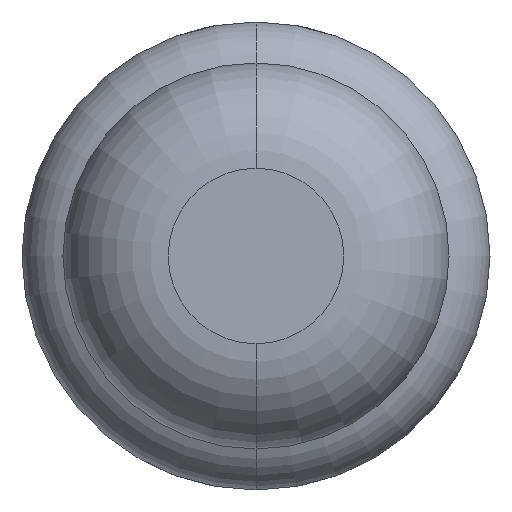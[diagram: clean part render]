
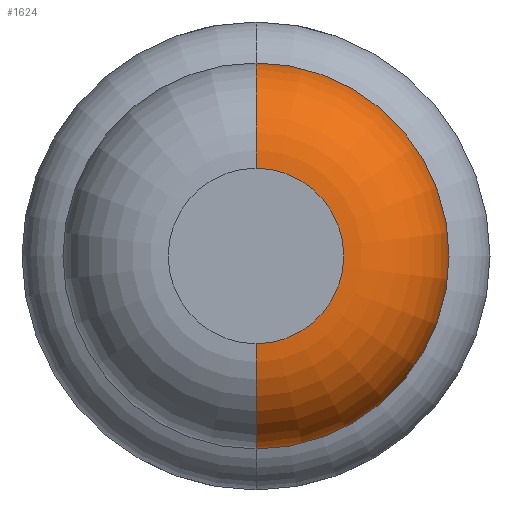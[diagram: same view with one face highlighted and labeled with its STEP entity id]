
A CAD part, front view. The second image highlights one B-rep face of the part: STEP entity #1624.
In plain terms, the highlighted toroidal (fillet/blend) face has major radius 0.375 mm and minor radius 0.45 mm.
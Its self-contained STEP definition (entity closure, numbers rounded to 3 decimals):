
#47 = CIRCLE ( 'NONE', #2788, 0.45 ) ;
#131 = CARTESIAN_POINT ( 'NONE',  ( 0., -28.55, -0.825 ) ) ;
#284 = AXIS2_PLACEMENT_3D ( 'NONE', #1250, #1509, #747 ) ;
#294 = FACE_OUTER_BOUND ( 'NONE', #874, .T. ) ;
#319 = DIRECTION ( 'NONE',  ( 0., 0., 1. ) ) ;
#342 = EDGE_CURVE ( 'Defeature ausgef�hrt1_8+Defeature ausgef�hrt1_7+Defeature ausgef�hrt1_7+Defeature ausgef�hrt1_7', #2973, #2815, #2822, .T. ) ;
#415 = CARTESIAN_POINT ( 'NONE',  ( 0., -28.55, 0.825 ) ) ;
#488 = DIRECTION ( 'NONE',  ( 0., 1., 0. ) ) ;
#742 = CARTESIAN_POINT ( 'NONE',  ( 0., -29., 0.375 ) ) ;
#747 = DIRECTION ( 'NONE',  ( 0., 0., 1. ) ) ;
#800 = EDGE_CURVE ( 'Defeature ausgef�hrt1_7+Defeature ausgef�hrt1_6+Defeature ausgef�hrt1_6+Defeature ausgef�hrt1_6', #3091, #1618, #2480, .T. ) ;
#874 = EDGE_LOOP ( 'NONE', ( #1655, #2622, #2095, #2608 ) ) ;
#1190 = CIRCLE ( 'NONE', #3044, 0.45 ) ;
#1226 = DIRECTION ( 'NONE',  ( 0., 0., 1. ) ) ;
#1228 = AXIS2_PLACEMENT_3D ( 'NONE', #2215, #488, #1226 ) ;
#1250 = CARTESIAN_POINT ( 'NONE',  ( 0., -28.55, 0. ) ) ;
#1276 = CARTESIAN_POINT ( 'NONE',  ( 0., -28.55, 0. ) ) ;
#1443 = CARTESIAN_POINT ( 'NONE',  ( 0., -28.55, -0.375 ) ) ;
#1446 = CARTESIAN_POINT ( 'NONE',  ( 0., -28.55, 0.375 ) ) ;
#1509 = DIRECTION ( 'NONE',  ( 0., 1., 0. ) ) ;
#1618 = VERTEX_POINT ( 'NONE', #2490 ) ;
#1624 = ADVANCED_FACE ( 'Defeature ausgef�hrt1_7', ( #294 ), #2062, .T. ) ;
#1655 = ORIENTED_EDGE ( 'NONE', *, *, #800, .T. ) ;
#1897 = DIRECTION ( 'NONE',  ( 0., 0., -1. ) ) ;
#1930 = DIRECTION ( 'NONE',  ( 0., 0., 1. ) ) ;
#2014 = EDGE_CURVE ( 'NONE', #3091, #2973, #1190, .T. ) ;
#2062 = TOROIDAL_SURFACE ( 'NONE', #284, 0.375, 0.45 ) ;
#2095 = ORIENTED_EDGE ( 'NONE', *, *, #342, .F. ) ;
#2215 = CARTESIAN_POINT ( 'NONE',  ( 0., -29., 0. ) ) ;
#2480 = CIRCLE ( 'NONE', #1228, 0.375 ) ;
#2490 = CARTESIAN_POINT ( 'NONE',  ( 0., -29., -0.375 ) ) ;
#2608 = ORIENTED_EDGE ( 'NONE', *, *, #2014, .F. ) ;
#2622 = ORIENTED_EDGE ( 'NONE', *, *, #3035, .T. ) ;
#2653 = DIRECTION ( 'NONE',  ( 1., 0., 0. ) ) ;
#2702 = DIRECTION ( 'NONE',  ( -1., 0., 0. ) ) ;
#2755 = AXIS2_PLACEMENT_3D ( 'NONE', #1276, #2935, #319 ) ;
#2788 = AXIS2_PLACEMENT_3D ( 'NONE', #1443, #2653, #1897 ) ;
#2815 = VERTEX_POINT ( 'NONE', #131 ) ;
#2822 = CIRCLE ( 'NONE', #2755, 0.825 ) ;
#2935 = DIRECTION ( 'NONE',  ( 0., 1., 0. ) ) ;
#2973 = VERTEX_POINT ( 'NONE', #415 ) ;
#3035 = EDGE_CURVE ( 'NONE', #1618, #2815, #47, .T. ) ;
#3044 = AXIS2_PLACEMENT_3D ( 'NONE', #1446, #2702, #1930 ) ;
#3091 = VERTEX_POINT ( 'NONE', #742 ) ;
